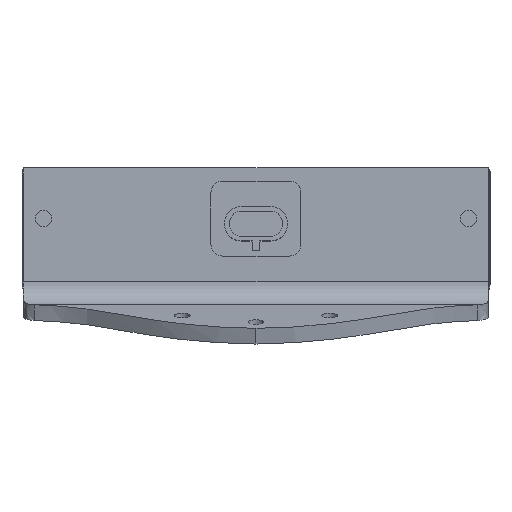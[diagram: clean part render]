
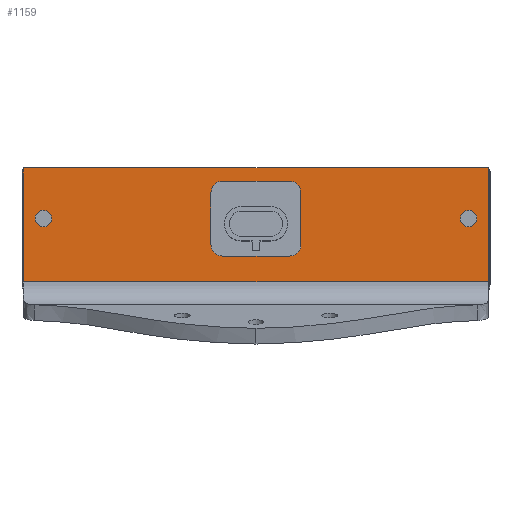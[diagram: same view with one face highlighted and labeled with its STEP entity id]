
A CAD part, top view. The second image highlights one B-rep face of the part: STEP entity #1159.
In plain terms, the highlighted planar face has unit normal (0, 0, 1).
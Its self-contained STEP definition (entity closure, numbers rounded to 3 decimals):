
#66=FACE_BOUND('',#183,.T.);
#67=FACE_BOUND('',#184,.T.);
#68=FACE_BOUND('',#185,.T.);
#79=PLANE('',#1251);
#112=FACE_OUTER_BOUND('',#182,.T.);
#182=EDGE_LOOP('',(#819,#820,#821,#822));
#183=EDGE_LOOP('',(#823));
#184=EDGE_LOOP('',(#824));
#185=EDGE_LOOP('',(#825,#826,#827,#828,#829,#830,#831,#832));
#266=LINE('',#1734,#364);
#269=LINE('',#1759,#367);
#270=LINE('',#1762,#368);
#271=LINE('',#1763,#369);
#272=LINE('',#1770,#370);
#273=LINE('',#1774,#371);
#274=LINE('',#1778,#372);
#275=LINE('',#1782,#373);
#364=VECTOR('',#1388,10.);
#367=VECTOR('',#1395,10.);
#368=VECTOR('',#1398,10.);
#369=VECTOR('',#1399,10.);
#370=VECTOR('',#1404,10.);
#371=VECTOR('',#1407,10.);
#372=VECTOR('',#1410,10.);
#373=VECTOR('',#1413,10.);
#462=CIRCLE('',#1252,3.5);
#463=CIRCLE('',#1253,3.5);
#464=CIRCLE('',#1254,5.);
#465=CIRCLE('',#1255,5.);
#466=CIRCLE('',#1256,5.);
#467=CIRCLE('',#1257,5.);
#525=VERTEX_POINT('',#1731);
#526=VERTEX_POINT('',#1733);
#530=VERTEX_POINT('',#1757);
#531=VERTEX_POINT('',#1761);
#532=VERTEX_POINT('',#1764);
#533=VERTEX_POINT('',#1766);
#534=VERTEX_POINT('',#1768);
#535=VERTEX_POINT('',#1769);
#536=VERTEX_POINT('',#1771);
#537=VERTEX_POINT('',#1773);
#538=VERTEX_POINT('',#1775);
#539=VERTEX_POINT('',#1777);
#540=VERTEX_POINT('',#1779);
#541=VERTEX_POINT('',#1781);
#637=EDGE_CURVE('',#526,#525,#266,.T.);
#643=EDGE_CURVE('',#530,#525,#269,.T.);
#644=EDGE_CURVE('',#530,#531,#270,.T.);
#645=EDGE_CURVE('',#531,#526,#271,.T.);
#646=EDGE_CURVE('',#532,#532,#462,.T.);
#647=EDGE_CURVE('',#533,#533,#463,.T.);
#648=EDGE_CURVE('',#534,#535,#272,.T.);
#649=EDGE_CURVE('',#536,#535,#464,.T.);
#650=EDGE_CURVE('',#536,#537,#273,.T.);
#651=EDGE_CURVE('',#538,#537,#465,.T.);
#652=EDGE_CURVE('',#538,#539,#274,.T.);
#653=EDGE_CURVE('',#540,#539,#466,.T.);
#654=EDGE_CURVE('',#540,#541,#275,.T.);
#655=EDGE_CURVE('',#534,#541,#467,.T.);
#819=ORIENTED_EDGE('',*,*,#643,.F.);
#820=ORIENTED_EDGE('',*,*,#644,.T.);
#821=ORIENTED_EDGE('',*,*,#645,.T.);
#822=ORIENTED_EDGE('',*,*,#637,.T.);
#823=ORIENTED_EDGE('',*,*,#646,.T.);
#824=ORIENTED_EDGE('',*,*,#647,.T.);
#825=ORIENTED_EDGE('',*,*,#648,.T.);
#826=ORIENTED_EDGE('',*,*,#649,.F.);
#827=ORIENTED_EDGE('',*,*,#650,.T.);
#828=ORIENTED_EDGE('',*,*,#651,.F.);
#829=ORIENTED_EDGE('',*,*,#652,.T.);
#830=ORIENTED_EDGE('',*,*,#653,.F.);
#831=ORIENTED_EDGE('',*,*,#654,.T.);
#832=ORIENTED_EDGE('',*,*,#655,.F.);
#1159=ADVANCED_FACE('',(#112,#66,#67,#68),#79,.T.);
#1251=AXIS2_PLACEMENT_3D('',#1760,#1396,#1397);
#1252=AXIS2_PLACEMENT_3D('',#1765,#1400,#1401);
#1253=AXIS2_PLACEMENT_3D('',#1767,#1402,#1403);
#1254=AXIS2_PLACEMENT_3D('',#1772,#1405,#1406);
#1255=AXIS2_PLACEMENT_3D('',#1776,#1408,#1409);
#1256=AXIS2_PLACEMENT_3D('',#1780,#1411,#1412);
#1257=AXIS2_PLACEMENT_3D('',#1783,#1414,#1415);
#1388=DIRECTION('',(0.,-1.,0.));
#1395=DIRECTION('',(-1.,0.,0.));
#1396=DIRECTION('center_axis',(0.,0.,1.));
#1397=DIRECTION('ref_axis',(1.,0.,0.));
#1398=DIRECTION('',(0.,1.,0.));
#1399=DIRECTION('',(-1.,0.,0.));
#1400=DIRECTION('center_axis',(0.,0.,-1.));
#1401=DIRECTION('ref_axis',(1.,0.,0.));
#1402=DIRECTION('center_axis',(0.,0.,-1.));
#1403=DIRECTION('ref_axis',(1.,0.,0.));
#1404=DIRECTION('',(1.,0.,0.));
#1405=DIRECTION('center_axis',(0.,0.,1.));
#1406=DIRECTION('ref_axis',(0.707,0.707,0.));
#1407=DIRECTION('',(0.,-1.,0.));
#1408=DIRECTION('center_axis',(0.,0.,1.));
#1409=DIRECTION('ref_axis',(0.707,-0.707,0.));
#1410=DIRECTION('',(-1.,0.,0.));
#1411=DIRECTION('center_axis',(0.,0.,1.));
#1412=DIRECTION('ref_axis',(-0.707,-0.707,0.));
#1413=DIRECTION('',(0.,1.,0.));
#1414=DIRECTION('center_axis',(0.,0.,1.));
#1415=DIRECTION('ref_axis',(-0.707,0.707,0.));
#1731=CARTESIAN_POINT('',(-8.425,-26.806,6.));
#1733=CARTESIAN_POINT('',(-8.425,21.431,6.));
#1734=CARTESIAN_POINT('',(-8.425,5.713,6.));
#1757=CARTESIAN_POINT('',(188.425,-26.806,6.));
#1759=CARTESIAN_POINT('',(139.213,-26.806,6.));
#1760=CARTESIAN_POINT('Origin',(90.,0.,6.));
#1761=CARTESIAN_POINT('',(188.425,21.431,6.));
#1762=CARTESIAN_POINT('',(188.425,-15.718,6.));
#1763=CARTESIAN_POINT('',(139.213,21.431,6.));
#1764=CARTESIAN_POINT('',(-3.5,0.,6.));
#1765=CARTESIAN_POINT('Origin',(0.,0.,6.));
#1766=CARTESIAN_POINT('',(176.5,0.,6.));
#1767=CARTESIAN_POINT('Origin',(180.,0.,6.));
#1768=CARTESIAN_POINT('',(75.95,15.875,6.));
#1769=CARTESIAN_POINT('',(104.05,15.875,6.));
#1770=CARTESIAN_POINT('',(80.475,15.875,6.));
#1771=CARTESIAN_POINT('',(109.05,10.875,6.));
#1772=CARTESIAN_POINT('Origin',(104.05,10.875,6.));
#1773=CARTESIAN_POINT('',(109.05,-10.875,6.));
#1774=CARTESIAN_POINT('',(109.05,7.938,6.));
#1775=CARTESIAN_POINT('',(104.05,-15.875,6.));
#1776=CARTESIAN_POINT('Origin',(104.05,-10.875,6.));
#1777=CARTESIAN_POINT('',(75.95,-15.875,6.));
#1778=CARTESIAN_POINT('',(99.525,-15.875,6.));
#1779=CARTESIAN_POINT('',(70.95,-10.875,6.));
#1780=CARTESIAN_POINT('Origin',(75.95,-10.875,6.));
#1781=CARTESIAN_POINT('',(70.95,10.875,6.));
#1782=CARTESIAN_POINT('',(70.95,-7.938,6.));
#1783=CARTESIAN_POINT('Origin',(75.95,10.875,6.));
